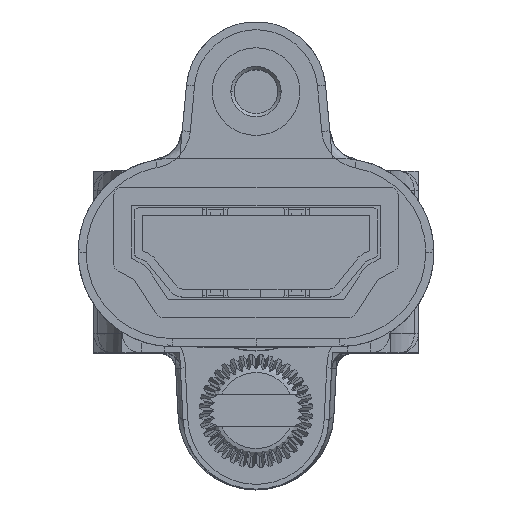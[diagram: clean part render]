
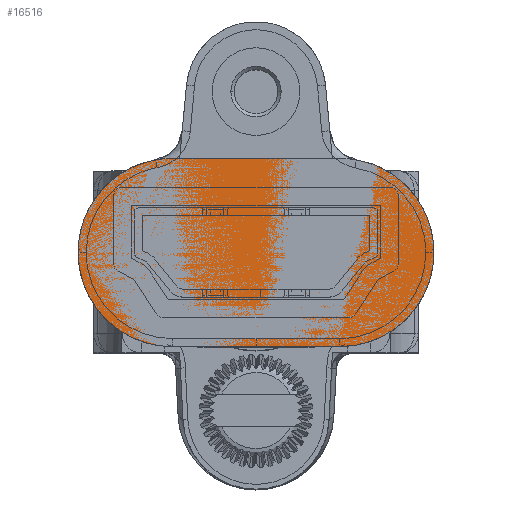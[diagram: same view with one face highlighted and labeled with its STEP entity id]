
A CAD part, top view. The second image highlights one B-rep face of the part: STEP entity #16516.
In plain terms, the highlighted planar face has unit normal (0, 0, 1).
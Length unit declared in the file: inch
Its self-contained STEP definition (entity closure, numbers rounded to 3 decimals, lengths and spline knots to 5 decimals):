
#197 = EDGE_CURVE ( 'NONE', #34713, #115568, #72295, .T. ) ;
#485 = EDGE_LOOP ( 'NONE', ( #99419, #56106, #106821, #64585, #71019, #86189, #119563, #58387 ) ) ;
#1372 = CARTESIAN_POINT ( 'NONE',  ( 0.30207, -0.20739, 0. ) ) ;
#1612 = EDGE_CURVE ( 'NONE', #72378, #116096, #68903, .T. ) ;
#1983 = CARTESIAN_POINT ( 'NONE',  ( -0.4311, 0.01495, 0. ) ) ;
#2001 = CARTESIAN_POINT ( 'NONE',  ( 0.20276, -0.22835, 0. ) ) ;
#2113 = CARTESIAN_POINT ( 'NONE',  ( 0.4311, 0., 0. ) ) ;
#2419 = CARTESIAN_POINT ( 'NONE',  ( 0.37255, 0.15462, 0. ) ) ;
#3231 = CARTESIAN_POINT ( 'NONE',  ( -0.41632, 0.08431, 0. ) ) ;
#4933 = CARTESIAN_POINT ( 'NONE',  ( -0.41632, -0.08431, 0. ) ) ;
#6177 = CARTESIAN_POINT ( 'NONE',  ( -0.20276, -0.22835, 0. ) ) ;
#9927 = CARTESIAN_POINT ( 'NONE',  ( 0.25626, 0.2239, 0. ) ) ;
#11493 = PLANE ( 'NONE',  #85960 ) ;
#14474 = CARTESIAN_POINT ( 'NONE',  ( 0.4311, -0.01495, 0. ) ) ;
#14829 = CARTESIAN_POINT ( 'NONE',  ( -0.20276, 0.22835, 0. ) ) ;
#16516 = ADVANCED_FACE ( 'NONE', ( #28540 ), #11493, .T. ) ;
#17220 = EDGE_CURVE ( 'NONE', #115568, #36073, #68701, .T. ) ;
#17395 = VECTOR ( 'NONE', #90240, 39.37008 ) ;
#18081 = CARTESIAN_POINT ( 'NONE',  ( 0., 0.22835, 0. ) ) ;
#19654 = CARTESIAN_POINT ( 'NONE',  ( -0.5889, -0.22835, 0. ) ) ;
#19757 = CARTESIAN_POINT ( 'NONE',  ( -0.4311, 0., 0. ) ) ;
#20608 = CARTESIAN_POINT ( 'NONE',  ( 0.20276, 0.22835, 0. ) ) ;
#23711 = CARTESIAN_POINT ( 'NONE',  ( 0.4311, 0.01495, 0. ) ) ;
#25389 = CARTESIAN_POINT ( 'NONE',  ( 0.10997, 0.22835, 0. ) ) ;
#28540 = FACE_OUTER_BOUND ( 'NONE', #485, .T. ) ;
#33177 = CARTESIAN_POINT ( 'NONE',  ( 0.42818, 0.04395, 0. ) ) ;
#33843 = CARTESIAN_POINT ( 'NONE',  ( -0.25626, -0.2239, 0. ) ) ;
#34234 = CARTESIAN_POINT ( 'NONE',  ( -0.5889, 0.22835, 0. ) ) ;
#34492 = CARTESIAN_POINT ( 'NONE',  ( -0.37255, -0.15462, 0. ) ) ;
#34713 = VERTEX_POINT ( 'NONE', #91127 ) ;
#36073 = VERTEX_POINT ( 'NONE', #2113 ) ;
#36368 = CARTESIAN_POINT ( 'NONE',  ( -0.22118, -0.22835, 0. ) ) ;
#38171 = VECTOR ( 'NONE', #109796, 39.37008 ) ;
#40351 = CARTESIAN_POINT ( 'NONE',  ( 0.39769, -0.1213, 0. ) ) ;
#41041 = CARTESIAN_POINT ( 'NONE',  ( 0.20276, -0.22835, 0. ) ) ;
#46682 = CARTESIAN_POINT ( 'NONE',  ( -0.25626, 0.2239, 0. ) ) ;
#49172 = CARTESIAN_POINT ( 'NONE',  ( 0.22118, -0.22835, 0. ) ) ;
#50845 = CARTESIAN_POINT ( 'NONE',  ( 0.34077, 0.18368, 0. ) ) ;
#52276 = CARTESIAN_POINT ( 'NONE',  ( 0.4311, 0., 0. ) ) ;
#55242 = CARTESIAN_POINT ( 'NONE',  ( -0.30207, -0.20739, 0. ) ) ;
#56095 = CARTESIAN_POINT ( 'NONE',  ( -0.20276, 0.22835, 0. ) ) ;
#56106 = ORIENTED_EDGE ( 'NONE', *, *, #94089, .T. ) ;
#56515 = CARTESIAN_POINT ( 'NONE',  ( -0.20276, -0.22835, 0. ) ) ;
#58387 = ORIENTED_EDGE ( 'NONE', *, *, #117069, .F. ) ;
#58662 = LINE ( 'NONE', #19654, #91316 ) ;
#59197 = CARTESIAN_POINT ( 'NONE',  ( 0.34077, -0.18368, 0. ) ) ;
#59592 = CARTESIAN_POINT ( 'NONE',  ( 0.30207, 0.20739, 0. ) ) ;
#62770 = CARTESIAN_POINT ( 'NONE',  ( -0.34077, -0.18368, 0. ) ) ;
#64585 = ORIENTED_EDGE ( 'NONE', *, *, #1612, .T. ) ;
#66867 = CARTESIAN_POINT ( 'NONE',  ( -0.5889, -0.33465, 0. ) ) ;
#67449 = DIRECTION ( 'NONE',  ( 1., 0., 0. ) ) ;
#68701 = B_SPLINE_CURVE_WITH_KNOTS ( 'NONE', 3,
 ( #2001, #49172, #87482, #1372, #59197, #97621, #40351, #78645, #101960, #14474, #52276 ),
 .UNSPECIFIED., .F., .F.,
 ( 4, 1, 1, 1, 1, 1, 1, 1, 4 ),
 ( 0., 0.00113, 0.00226, 0.00339, 0.00452, 0.00565, 0.00678, 0.00791, 0.00904 ),
 .UNSPECIFIED. ) ;
#68903 = B_SPLINE_CURVE_WITH_KNOTS ( 'NONE', 3,
 ( #119472, #110046, #91115, #4933, #72778, #34492, #62770, #55242, #33843, #36368, #6177 ),
 .UNSPECIFIED., .F., .F.,
 ( 4, 1, 1, 1, 1, 1, 1, 1, 4 ),
 ( 0., 0.00113, 0.00226, 0.00339, 0.00452, 0.00565, 0.00678, 0.00791, 0.00904 ),
 .UNSPECIFIED. ) ;
#69252 = CARTESIAN_POINT ( 'NONE',  ( -0.37255, 0.15462, 0. ) ) ;
#70491 = CARTESIAN_POINT ( 'NONE',  ( -0.30207, 0.20739, 0. ) ) ;
#71019 = ORIENTED_EDGE ( 'NONE', *, *, #98660, .T. ) ;
#72295 = LINE ( 'NONE', #74770, #113023 ) ;
#72378 = VERTEX_POINT ( 'NONE', #19757 ) ;
#72543 = LINE ( 'NONE', #25389, #17395 ) ;
#72778 = CARTESIAN_POINT ( 'NONE',  ( -0.39769, -0.1213, 0. ) ) ;
#73332 = CARTESIAN_POINT ( 'NONE',  ( 0.4311, 0., 0. ) ) ;
#74770 = CARTESIAN_POINT ( 'NONE',  ( -0.5889, -0.22835, 0. ) ) ;
#78645 = CARTESIAN_POINT ( 'NONE',  ( 0.41632, -0.08431, 0. ) ) ;
#78902 = CARTESIAN_POINT ( 'NONE',  ( 0.20276, 0.22835, 0. ) ) ;
#80224 = B_SPLINE_CURVE_WITH_KNOTS ( 'NONE', 3,
 ( #20608, #107501, #9927, #59592, #50845, #2419, #89167, #109979, #33177, #23711, #73332 ),
 .UNSPECIFIED., .F., .F.,
 ( 4, 1, 1, 1, 1, 1, 1, 1, 4 ),
 ( 0., 0.00113, 0.00226, 0.00339, 0.00452, 0.00565, 0.00678, 0.00791, 0.00904 ),
 .UNSPECIFIED. ) ;
#85960 = AXIS2_PLACEMENT_3D ( 'NONE', #66867, #86374, #95257 ) ;
#86189 = ORIENTED_EDGE ( 'NONE', *, *, #197, .T. ) ;
#86374 = DIRECTION ( 'NONE',  ( 0., 0., 1. ) ) ;
#87482 = CARTESIAN_POINT ( 'NONE',  ( 0.25626, -0.2239, 0. ) ) ;
#89167 = CARTESIAN_POINT ( 'NONE',  ( 0.39769, 0.1213, 0. ) ) ;
#90240 = DIRECTION ( 'NONE',  ( 1., 0., 0. ) ) ;
#91115 = CARTESIAN_POINT ( 'NONE',  ( -0.42818, -0.04395, 0. ) ) ;
#91127 = CARTESIAN_POINT ( 'NONE',  ( 0., -0.22835, 0. ) ) ;
#91316 = VECTOR ( 'NONE', #67449, 39.37008 ) ;
#91470 = LINE ( 'NONE', #34234, #38171 ) ;
#91872 = DIRECTION ( 'NONE',  ( 1., 0., 0. ) ) ;
#94089 = EDGE_CURVE ( 'NONE', #97315, #107498, #91470, .T. ) ;
#94493 = CARTESIAN_POINT ( 'NONE',  ( -0.22118, 0.22835, 0. ) ) ;
#95257 = DIRECTION ( 'NONE',  ( 1., 0., 0. ) ) ;
#96466 = VERTEX_POINT ( 'NONE', #78902 ) ;
#97315 = VERTEX_POINT ( 'NONE', #18081 ) ;
#97603 = CARTESIAN_POINT ( 'NONE',  ( -0.39769, 0.1213, 0. ) ) ;
#97621 = CARTESIAN_POINT ( 'NONE',  ( 0.37255, -0.15462, 0. ) ) ;
#98660 = EDGE_CURVE ( 'NONE', #116096, #34713, #58662, .T. ) ;
#98855 = CARTESIAN_POINT ( 'NONE',  ( -0.4311, 0., 0. ) ) ;
#99419 = ORIENTED_EDGE ( 'NONE', *, *, #100335, .F. ) ;
#100080 = CARTESIAN_POINT ( 'NONE',  ( -0.42818, 0.04395, 0. ) ) ;
#100335 = EDGE_CURVE ( 'NONE', #97315, #96466, #72543, .T. ) ;
#101960 = CARTESIAN_POINT ( 'NONE',  ( 0.42818, -0.04395, 0. ) ) ;
#102223 = EDGE_CURVE ( 'NONE', #107498, #72378, #112138, .T. ) ;
#106821 = ORIENTED_EDGE ( 'NONE', *, *, #102223, .T. ) ;
#107498 = VERTEX_POINT ( 'NONE', #14829 ) ;
#107501 = CARTESIAN_POINT ( 'NONE',  ( 0.22118, 0.22835, 0. ) ) ;
#108961 = CARTESIAN_POINT ( 'NONE',  ( -0.34077, 0.18368, 0. ) ) ;
#109796 = DIRECTION ( 'NONE',  ( -1., 0., 0. ) ) ;
#109979 = CARTESIAN_POINT ( 'NONE',  ( 0.41632, 0.08431, 0. ) ) ;
#110046 = CARTESIAN_POINT ( 'NONE',  ( -0.4311, -0.01495, 0. ) ) ;
#112138 = B_SPLINE_CURVE_WITH_KNOTS ( 'NONE', 3,
 ( #56095, #94493, #46682, #70491, #108961, #69252, #97603, #3231, #100080, #1983, #98855 ),
 .UNSPECIFIED., .F., .F.,
 ( 4, 1, 1, 1, 1, 1, 1, 1, 4 ),
 ( 0., 0.00113, 0.00226, 0.00339, 0.00452, 0.00565, 0.00678, 0.00791, 0.00904 ),
 .UNSPECIFIED. ) ;
#113023 = VECTOR ( 'NONE', #91872, 39.37008 ) ;
#115568 = VERTEX_POINT ( 'NONE', #41041 ) ;
#116096 = VERTEX_POINT ( 'NONE', #56515 ) ;
#117069 = EDGE_CURVE ( 'NONE', #96466, #36073, #80224, .T. ) ;
#119472 = CARTESIAN_POINT ( 'NONE',  ( -0.4311, 0., 0. ) ) ;
#119563 = ORIENTED_EDGE ( 'NONE', *, *, #17220, .T. ) ;
